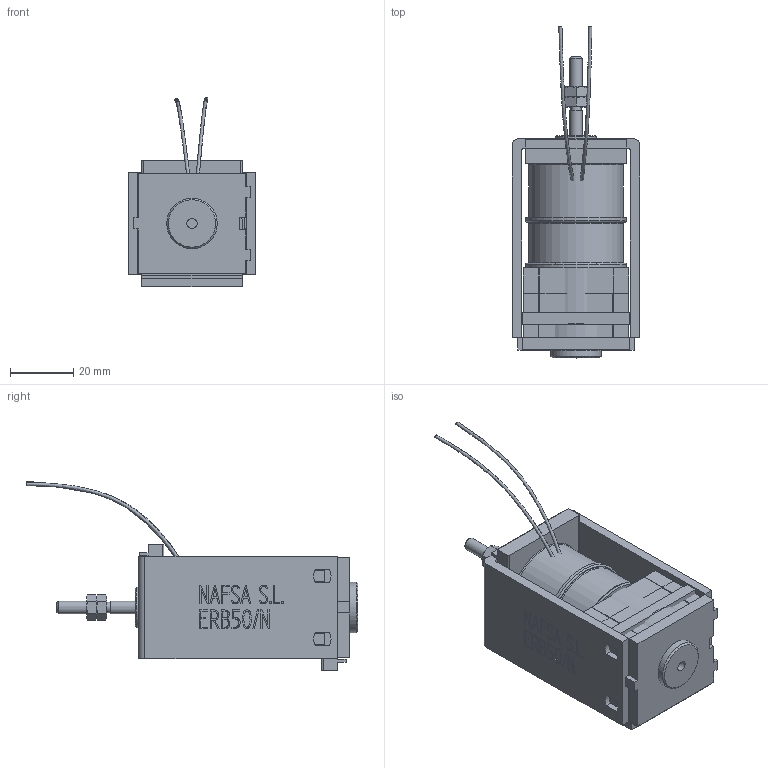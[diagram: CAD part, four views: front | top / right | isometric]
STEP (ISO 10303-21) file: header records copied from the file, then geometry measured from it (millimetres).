
FILE_DESCRIPTION( ( 'Unknown' ), '1' );
FILE_NAME( 'ERB50_N (carrera=0mm).stp', 'Unknown', ( 'Unknown' ), ( 'Unknown' ), 'PSStep 11.0', 'Unknown', ' ' );
FILE_SCHEMA( ( 'AUTOMOTIVE_DESIGN { 1 0 10303 214 1 1 1 1 }' ) );
Length unit declared in the file: millimetre
Products named in the file (8): Assem1; Tuerca M4 DIN934; Cable ERB50_N1; Cable ERB50_R1; C_ER50_N (s=0mm); T_ERB50 (s=0mm); CA_ERB50
Bounding box: 40.3 x 105.16 x 59.96 mm (x, y, z)
Volume: 125313.6 mm3; surface area: 50324.7 mm2
Topology: 15 solids, 15 shells, 569 faces, 1424 edges, 947 vertices
Faces by surface type: plane 434, cylinder 51, extrusion 42, cone 30, torus 8, bspline 4
Full cylindrical faces by diameter (mm): 3.24 x2, 3.242 x5, 3.459 x4, 4 x4, 12.9 x2, 13 x2, 16 x2, 30 x2, 32 x2
Entity records: 11225 total; most frequent: CARTESIAN_POINT 2858, ORIENTED_EDGE 1322, DIRECTION 999, EDGE_CURVE 661, VERTEX_POINT 452, EDGE_LOOP 343, VECTOR 337, AXIS2_PLACEMENT_3D 331
